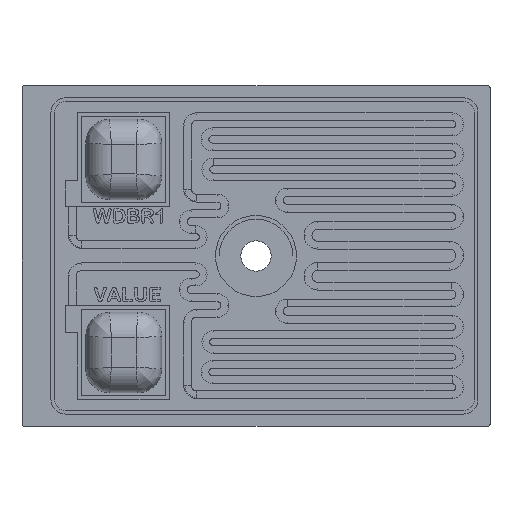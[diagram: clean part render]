
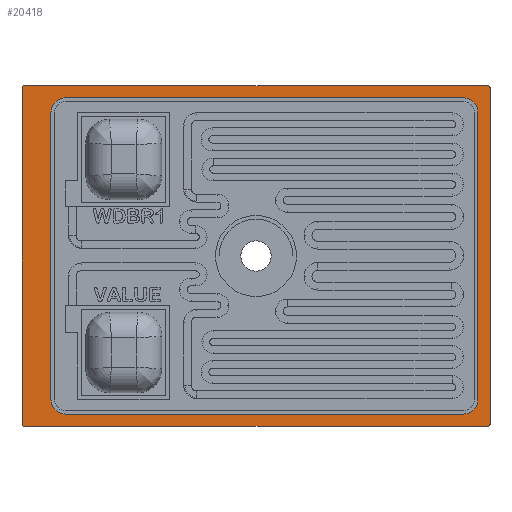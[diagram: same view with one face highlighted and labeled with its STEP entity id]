
A CAD part, top view. The second image highlights one B-rep face of the part: STEP entity #20418.
In plain terms, the highlighted face is planar.
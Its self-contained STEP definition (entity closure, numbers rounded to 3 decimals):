
#15 = CIRCLE ( 'NONE', #2266, 0.2 ) ;
#24 = VECTOR ( 'NONE', #18262, 1000. ) ;
#31 = DIRECTION ( 'NONE',  ( 0., 0., 1. ) ) ;
#453 = CARTESIAN_POINT ( 'NONE',  ( 209.253, 16.104, 0.9 ) ) ;
#646 = CARTESIAN_POINT ( 'NONE',  ( 162.747, 48.96, 0.9 ) ) ;
#729 = CARTESIAN_POINT ( 'NONE',  ( 211.847, 49.16, 0.9 ) ) ;
#906 = CARTESIAN_POINT ( 'NONE',  ( 162.947, 13.51, 0.9 ) ) ;
#1236 = ORIENTED_EDGE ( 'NONE', *, *, #5969, .T. ) ;
#1494 = ORIENTED_EDGE ( 'NONE', *, *, #13108, .F. ) ;
#1563 = EDGE_CURVE ( 'NONE', #13835, #17597, #3800, .T. ) ;
#1619 = DIRECTION ( 'NONE',  ( 1., 0., 0. ) ) ;
#1931 = VERTEX_POINT ( 'NONE', #6158 ) ;
#2010 = ORIENTED_EDGE ( 'NONE', *, *, #8499, .F. ) ;
#2160 = EDGE_CURVE ( 'NONE', #12601, #13835, #3771, .T. ) ;
#2181 = DIRECTION ( 'NONE',  ( 1., 0., 0. ) ) ;
#2266 = AXIS2_PLACEMENT_3D ( 'NONE', #21931, #11768, #1619 ) ;
#2403 = DIRECTION ( 'NONE',  ( 0., 0., 1. ) ) ;
#2623 = DIRECTION ( 'NONE',  ( 0., 0., 1. ) ) ;
#2898 = FACE_OUTER_BOUND ( 'NONE', #11319, .T. ) ;
#3610 = CARTESIAN_POINT ( 'NONE',  ( 162.947, 13.31, 0.9 ) ) ;
#3771 = CIRCLE ( 'NONE', #13440, 1.524 ) ;
#3800 = LINE ( 'NONE', #15442, #21303 ) ;
#3879 = EDGE_CURVE ( 'NONE', #3991, #14096, #15, .T. ) ;
#3991 = VERTEX_POINT ( 'NONE', #13679 ) ;
#4012 = EDGE_CURVE ( 'NONE', #16362, #4789, #11961, .T. ) ;
#4122 = DIRECTION ( 'NONE',  ( 0., 0., 1. ) ) ;
#4238 = VECTOR ( 'NONE', #8348, 1000. ) ;
#4525 = EDGE_CURVE ( 'NONE', #21360, #12601, #22037, .T. ) ;
#4679 = LINE ( 'NONE', #15005, #9693 ) ;
#4700 = CIRCLE ( 'NONE', #15801, 1.524 ) ;
#4742 = CIRCLE ( 'NONE', #6873, 1.524 ) ;
#4789 = VERTEX_POINT ( 'NONE', #14313 ) ;
#4891 = DIRECTION ( 'NONE',  ( -1., 0., 0. ) ) ;
#5225 = CARTESIAN_POINT ( 'NONE',  ( 212.047, 48.96, 0.9 ) ) ;
#5575 = CARTESIAN_POINT ( 'NONE',  ( 162.747, 48.96, 0.9 ) ) ;
#5617 = EDGE_CURVE ( 'NONE', #14096, #16570, #18528, .T. ) ;
#5969 = EDGE_CURVE ( 'NONE', #19639, #16362, #13231, .T. ) ;
#6158 = CARTESIAN_POINT ( 'NONE',  ( 162.947, 49.16, 0.9 ) ) ;
#6449 = CARTESIAN_POINT ( 'NONE',  ( 210.777, 46.366, 0.9 ) ) ;
#6498 = EDGE_CURVE ( 'NONE', #16570, #19639, #14795, .T. ) ;
#6593 = CARTESIAN_POINT ( 'NONE',  ( 165.795, 16.104, 0.9 ) ) ;
#6733 = CARTESIAN_POINT ( 'NONE',  ( 210.777, 46.366, 0.9 ) ) ;
#6787 = DIRECTION ( 'NONE',  ( 0., 0., 1. ) ) ;
#6873 = AXIS2_PLACEMENT_3D ( 'NONE', #14241, #4122, #15941 ) ;
#7097 = ORIENTED_EDGE ( 'NONE', *, *, #7165, .T. ) ;
#7165 = EDGE_CURVE ( 'NONE', #20863, #3991, #13483, .T. ) ;
#7536 = CARTESIAN_POINT ( 'NONE',  ( 167.319, 47.89, 0.9 ) ) ;
#8097 = CARTESIAN_POINT ( 'NONE',  ( 209.253, 47.89, 0.9 ) ) ;
#8272 = AXIS2_PLACEMENT_3D ( 'NONE', #8477, #20330, #10156 ) ;
#8348 = DIRECTION ( 'NONE',  ( 0., 1., 0. ) ) ;
#8477 = CARTESIAN_POINT ( 'NONE',  ( 211.847, 13.51, 0.9 ) ) ;
#8487 = VECTOR ( 'NONE', #14284, 1000. ) ;
#8499 = EDGE_CURVE ( 'NONE', #8520, #21360, #4742, .T. ) ;
#8520 = VERTEX_POINT ( 'NONE', #7536 ) ;
#8646 = ORIENTED_EDGE ( 'NONE', *, *, #10192, .F. ) ;
#9079 = LINE ( 'NONE', #6449, #24 ) ;
#9209 = CARTESIAN_POINT ( 'NONE',  ( 211.847, 13.31, 0.9 ) ) ;
#9434 = ORIENTED_EDGE ( 'NONE', *, *, #5617, .T. ) ;
#9565 = DIRECTION ( 'NONE',  ( 0., 0., 1. ) ) ;
#9646 = EDGE_CURVE ( 'NONE', #15992, #14850, #4700, .T. ) ;
#9693 = VECTOR ( 'NONE', #4891, 1000. ) ;
#9910 = CARTESIAN_POINT ( 'NONE',  ( 210.777, 16.104, 0.9 ) ) ;
#9978 = ORIENTED_EDGE ( 'NONE', *, *, #21762, .T. ) ;
#10007 = AXIS2_PLACEMENT_3D ( 'NONE', #906, #2623, #14457 ) ;
#10156 = DIRECTION ( 'NONE',  ( 1., 0., 0. ) ) ;
#10192 = EDGE_CURVE ( 'NONE', #14850, #8520, #4679, .T. ) ;
#10195 = CARTESIAN_POINT ( 'NONE',  ( 211.847, 48.96, 0.9 ) ) ;
#11042 = PLANE ( 'NONE',  #10007 ) ;
#11313 = ORIENTED_EDGE ( 'NONE', *, *, #4012, .T. ) ;
#11319 = EDGE_LOOP ( 'NONE', ( #17643, #9434, #17660, #1236, #11313, #17413, #9978, #7097 ) ) ;
#11367 = FACE_BOUND ( 'NONE', #19401, .T. ) ;
#11597 = CARTESIAN_POINT ( 'NONE',  ( 165.795, 16.104, 0.9 ) ) ;
#11768 = DIRECTION ( 'NONE',  ( 0., 0., 1. ) ) ;
#11903 = DIRECTION ( 'NONE',  ( 1., 0., 0. ) ) ;
#11961 = CIRCLE ( 'NONE', #13592, 0.2 ) ;
#12111 = CIRCLE ( 'NONE', #21286, 0.2 ) ;
#12135 = VERTEX_POINT ( 'NONE', #9910 ) ;
#12324 = DIRECTION ( 'NONE',  ( 0., 0., 1. ) ) ;
#12345 = ORIENTED_EDGE ( 'NONE', *, *, #4525, .F. ) ;
#12360 = DIRECTION ( 'NONE',  ( 1., 0., 0. ) ) ;
#12522 = EDGE_CURVE ( 'NONE', #12135, #15992, #9079, .T. ) ;
#12549 = CARTESIAN_POINT ( 'NONE',  ( 162.947, 48.96, 0.9 ) ) ;
#12601 = VERTEX_POINT ( 'NONE', #6593 ) ;
#12897 = ORIENTED_EDGE ( 'NONE', *, *, #12522, .F. ) ;
#13108 = EDGE_CURVE ( 'NONE', #17597, #12135, #18575, .T. ) ;
#13231 = LINE ( 'NONE', #16771, #4238 ) ;
#13440 = AXIS2_PLACEMENT_3D ( 'NONE', #16906, #6787, #18605 ) ;
#13483 = LINE ( 'NONE', #5575, #18210 ) ;
#13498 = VECTOR ( 'NONE', #12360, 1000. ) ;
#13529 = CARTESIAN_POINT ( 'NONE',  ( 212.047, 13.51, 0.9 ) ) ;
#13592 = AXIS2_PLACEMENT_3D ( 'NONE', #10195, #31, #11903 ) ;
#13679 = CARTESIAN_POINT ( 'NONE',  ( 162.747, 13.51, 0.9 ) ) ;
#13835 = VERTEX_POINT ( 'NONE', #14801 ) ;
#14096 = VERTEX_POINT ( 'NONE', #3610 ) ;
#14231 = DIRECTION ( 'NONE',  ( 1., 0., 0. ) ) ;
#14241 = CARTESIAN_POINT ( 'NONE',  ( 167.319, 46.366, 0.9 ) ) ;
#14284 = DIRECTION ( 'NONE',  ( -1., 0., 0. ) ) ;
#14313 = CARTESIAN_POINT ( 'NONE',  ( 211.847, 49.16, 0.9 ) ) ;
#14414 = CARTESIAN_POINT ( 'NONE',  ( 165.795, 46.366, 0.9 ) ) ;
#14455 = ORIENTED_EDGE ( 'NONE', *, *, #2160, .F. ) ;
#14457 = DIRECTION ( 'NONE',  ( 1., 0., 0. ) ) ;
#14466 = AXIS2_PLACEMENT_3D ( 'NONE', #453, #12324, #2181 ) ;
#14795 = CIRCLE ( 'NONE', #8272, 0.2 ) ;
#14801 = CARTESIAN_POINT ( 'NONE',  ( 167.319, 14.58, 0.9 ) ) ;
#14850 = VERTEX_POINT ( 'NONE', #8097 ) ;
#15005 = CARTESIAN_POINT ( 'NONE',  ( 167.319, 47.89, 0.9 ) ) ;
#15158 = EDGE_CURVE ( 'NONE', #4789, #1931, #16948, .T. ) ;
#15442 = CARTESIAN_POINT ( 'NONE',  ( 209.253, 14.58, 0.9 ) ) ;
#15679 = DIRECTION ( 'NONE',  ( 0., -1., 0. ) ) ;
#15801 = AXIS2_PLACEMENT_3D ( 'NONE', #19736, #9565, #21450 ) ;
#15941 = DIRECTION ( 'NONE',  ( 1., 0., 0. ) ) ;
#15992 = VERTEX_POINT ( 'NONE', #6733 ) ;
#16362 = VERTEX_POINT ( 'NONE', #5225 ) ;
#16570 = VERTEX_POINT ( 'NONE', #9209 ) ;
#16771 = CARTESIAN_POINT ( 'NONE',  ( 212.047, 13.51, 0.9 ) ) ;
#16825 = ORIENTED_EDGE ( 'NONE', *, *, #1563, .F. ) ;
#16906 = CARTESIAN_POINT ( 'NONE',  ( 167.319, 16.104, 0.9 ) ) ;
#16948 = LINE ( 'NONE', #729, #8487 ) ;
#17413 = ORIENTED_EDGE ( 'NONE', *, *, #15158, .T. ) ;
#17597 = VERTEX_POINT ( 'NONE', #19106 ) ;
#17643 = ORIENTED_EDGE ( 'NONE', *, *, #3879, .T. ) ;
#17660 = ORIENTED_EDGE ( 'NONE', *, *, #6498, .T. ) ;
#18210 = VECTOR ( 'NONE', #15679, 1000. ) ;
#18262 = DIRECTION ( 'NONE',  ( 0., 1., 0. ) ) ;
#18327 = DIRECTION ( 'NONE',  ( 0., -1., 0. ) ) ;
#18528 = LINE ( 'NONE', #20821, #13498 ) ;
#18575 = CIRCLE ( 'NONE', #14466, 1.524 ) ;
#18605 = DIRECTION ( 'NONE',  ( 1., 0., 0. ) ) ;
#19106 = CARTESIAN_POINT ( 'NONE',  ( 209.253, 14.58, 0.9 ) ) ;
#19401 = EDGE_LOOP ( 'NONE', ( #12345, #2010, #8646, #19795, #12897, #1494, #16825, #14455 ) ) ;
#19639 = VERTEX_POINT ( 'NONE', #13529 ) ;
#19736 = CARTESIAN_POINT ( 'NONE',  ( 209.253, 46.366, 0.9 ) ) ;
#19795 = ORIENTED_EDGE ( 'NONE', *, *, #9646, .F. ) ;
#20330 = DIRECTION ( 'NONE',  ( 0., 0., 1. ) ) ;
#20418 = ADVANCED_FACE ( 'NONE', ( #11367, #2898 ), #11042, .T. ) ;
#20592 = DIRECTION ( 'NONE',  ( 1., 0., 0. ) ) ;
#20821 = CARTESIAN_POINT ( 'NONE',  ( 162.947, 13.31, 0.9 ) ) ;
#20863 = VERTEX_POINT ( 'NONE', #646 ) ;
#21286 = AXIS2_PLACEMENT_3D ( 'NONE', #12549, #2403, #14231 ) ;
#21303 = VECTOR ( 'NONE', #20592, 1000. ) ;
#21360 = VERTEX_POINT ( 'NONE', #14414 ) ;
#21450 = DIRECTION ( 'NONE',  ( 1., 0., 0. ) ) ;
#21529 = VECTOR ( 'NONE', #18327, 1000. ) ;
#21762 = EDGE_CURVE ( 'NONE', #1931, #20863, #12111, .T. ) ;
#21931 = CARTESIAN_POINT ( 'NONE',  ( 162.947, 13.51, 0.9 ) ) ;
#22037 = LINE ( 'NONE', #11597, #21529 ) ;
